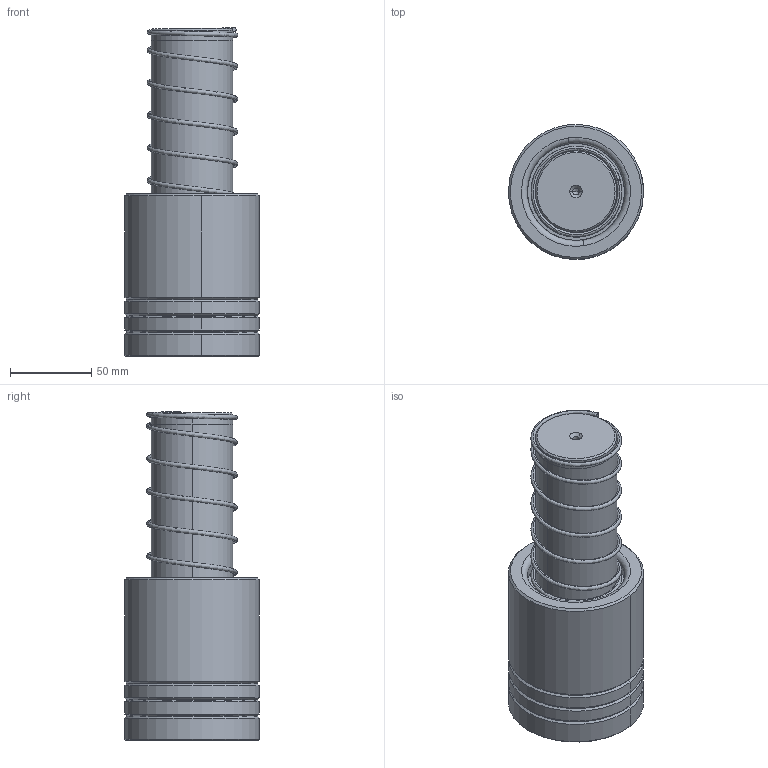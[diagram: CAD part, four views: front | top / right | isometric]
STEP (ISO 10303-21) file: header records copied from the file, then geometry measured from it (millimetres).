
FILE_DESCRIPTION (( 'STEP AP214' ), '1' );
FILE_NAME ('LBSH LBJH-D50-L200£¨BL-100£©.STEP', '2021-08-13T06:38:01', ( '' ), ( '' ), 'SwSTEP 2.0', 'SolidWorks 2016', '' );
FILE_SCHEMA (( 'AUTOMOTIVE_DESIGN' ));
Length unit declared in the file: millimetre
Products named in the file (255): BALL-D5; TBB-D83-d60-L100; LBSH LBJH-D50-L200（BL-100）; DDP-D50-L200; BSH-59.5-50.5-L90; BSH-D59.5-50.5-L90郪蚾; HWP-D55.7-50.5-L100
Assembly tree (250 placements, depth 3):
  BALL-D5
  BALL-D5
  BALL-D5
  BALL-D5
  BALL-D5
Bounding box: 82.97 x 82.96 x 202.21 mm (x, y, z)
Volume: 722597.5 mm3; surface area: 161585.3 mm2
Topology: 246 solids, 246 shells, 1065 faces, 4603 edges, 3058 vertices
Faces by surface type: sphere 968, cone 28, cylinder 24, torus 16, plane 15, bspline 14
Entity records: 47482 total; most frequent: CARTESIAN_POINT 27970, ORIENTED_EDGE 3380, DIRECTION 2898, EDGE_CURVE 1690, AXIS2_PLACEMENT_3D 1413, VERTEX_POINT 1110, EDGE_LOOP 1064, B_SPLINE_CURVE_WITH_KNOTS 1033
